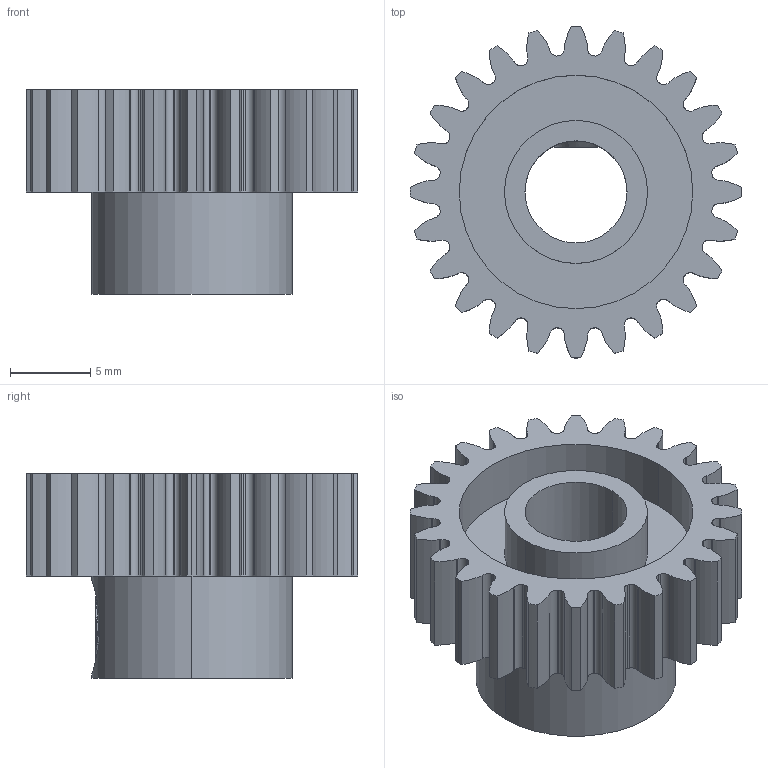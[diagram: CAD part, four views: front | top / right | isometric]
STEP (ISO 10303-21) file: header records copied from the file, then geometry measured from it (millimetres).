
FILE_DESCRIPTION (( 'STEP AP203' ), '1' );
FILE_NAME ('615250 assembly.STEP', '2017-10-27T15:23:08', ( '' ), ( '' ), 'SwSTEP 2.0', 'SolidWorks 2016', '' );
FILE_SCHEMA (( 'CONFIG_CONTROL_DESIGN' ));
Length unit declared in the file: inch
Products named in the file (3): 615250 assembly; 615250_Gear Blank; 632134_91375A436
Assembly tree (2 placements, depth 2):
  615250 assembly
    615250_Gear Blank
    632134_91375A436
Bounding box: 20.64 x 20.64 x 12.7 mm (x, y, z)
Volume: 1811.6 mm3; surface area: 2104.2 mm2
Topology: 2 solids, 2 shells, 272 faces, 772 edges, 505 vertices
Faces by surface type: bspline 106, cylinder 81, plane 66, cone 19
Entity records: 18388 total; most frequent: CARTESIAN_POINT 11845, ORIENTED_EDGE 1536, DIRECTION 962, EDGE_CURVE 768, VERTEX_POINT 505, VECTOR 344, LINE 344, AXIS2_PLACEMENT_3D 309
